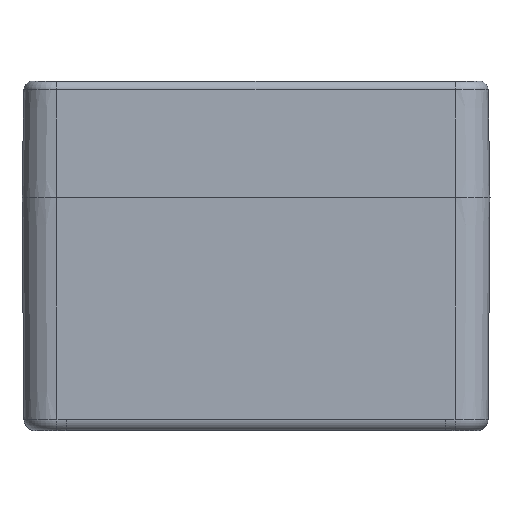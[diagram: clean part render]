
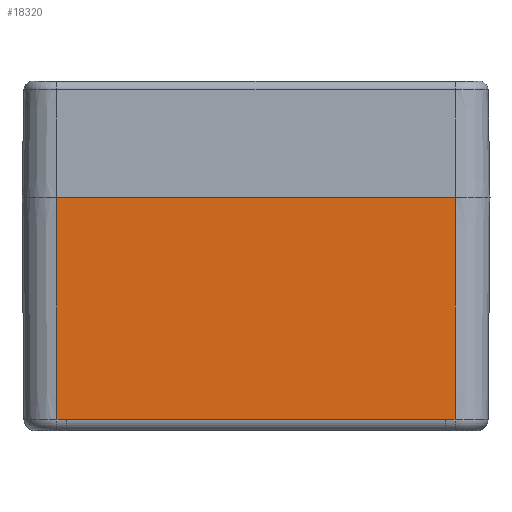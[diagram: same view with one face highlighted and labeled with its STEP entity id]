
A CAD part, left-side view. The second image highlights one B-rep face of the part: STEP entity #18320.
In plain terms, the highlighted planar face has unit normal (-1, 0, -0.009).
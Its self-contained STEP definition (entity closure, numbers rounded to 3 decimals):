
#499=PLANE('',#19536);
#1394=FACE_OUTER_BOUND('',#2579,.T.);
#2579=EDGE_LOOP('',(#12473,#12474,#12475,#12476,#12477,#12478));
#5261=LINE('',#28426,#6459);
#5262=LINE('',#28438,#6460);
#5263=LINE('',#28469,#6461);
#5270=LINE('',#28515,#6468);
#5271=LINE('',#28519,#6469);
#5272=LINE('',#28520,#6470);
#6459=VECTOR('',#22088,65.051);
#6460=VECTOR('',#22091,1.625);
#6461=VECTOR('',#22102,1.625);
#6468=VECTOR('',#22125,38.019);
#6469=VECTOR('',#22130,38.019);
#6470=VECTOR('',#22131,68.3);
#7815=VERTEX_POINT('',#28419);
#7818=VERTEX_POINT('',#28424);
#7820=VERTEX_POINT('',#28437);
#7822=VERTEX_POINT('',#28467);
#7830=VERTEX_POINT('',#28514);
#7831=VERTEX_POINT('',#28518);
#9614=EDGE_CURVE('',#7818,#7815,#5261,.T.);
#9616=EDGE_CURVE('',#7815,#7820,#5262,.T.);
#9622=EDGE_CURVE('',#7822,#7818,#5263,.T.);
#9635=EDGE_CURVE('',#7830,#7820,#5270,.T.);
#9637=EDGE_CURVE('',#7831,#7822,#5271,.T.);
#9638=EDGE_CURVE('',#7831,#7830,#5272,.T.);
#12473=ORIENTED_EDGE('',*,*,#9616,.F.);
#12474=ORIENTED_EDGE('',*,*,#9614,.F.);
#12475=ORIENTED_EDGE('',*,*,#9622,.F.);
#12476=ORIENTED_EDGE('',*,*,#9637,.F.);
#12477=ORIENTED_EDGE('',*,*,#9638,.T.);
#12478=ORIENTED_EDGE('',*,*,#9635,.T.);
#18320=ADVANCED_FACE('',(#1394),#499,.T.);
#19536=AXIS2_PLACEMENT_3D('',#28517,#22128,#22129);
#22088=DIRECTION('',(0.,1.,0.));
#22091=DIRECTION('',(0.,1.,0.));
#22102=DIRECTION('',(0.,1.,0.));
#22125=DIRECTION('',(0.009,0.,-1.));
#22128=DIRECTION('center_axis',(-1.,0.,-0.009));
#22129=DIRECTION('ref_axis',(0.,1.,0.));
#22130=DIRECTION('',(0.009,0.,-1.));
#22131=DIRECTION('',(0.,1.,0.));
#28419=CARTESIAN_POINT('',(-59.968,32.525,-38.017));
#28424=CARTESIAN_POINT('',(-59.968,-32.525,-38.017));
#28426=CARTESIAN_POINT('',(-59.968,17.075,-38.017));
#28437=CARTESIAN_POINT('',(-59.968,34.15,-38.017));
#28438=CARTESIAN_POINT('',(-59.968,17.075,-38.017));
#28467=CARTESIAN_POINT('',(-59.968,-34.15,-38.017));
#28469=CARTESIAN_POINT('',(-59.968,17.075,-38.017));
#28514=CARTESIAN_POINT('',(-60.3,34.15,0.));
#28515=CARTESIAN_POINT('',(-60.3,34.15,0.));
#28517=CARTESIAN_POINT('Origin',(-60.3,34.15,0.));
#28518=CARTESIAN_POINT('',(-60.3,-34.15,0.));
#28519=CARTESIAN_POINT('',(-60.3,-34.15,0.));
#28520=CARTESIAN_POINT('',(-60.3,-34.15,0.));
